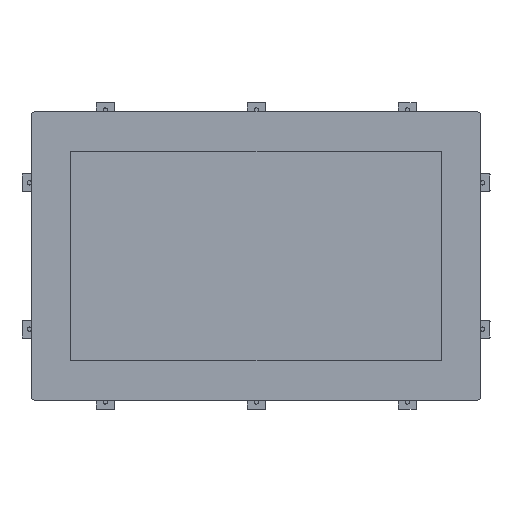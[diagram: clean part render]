
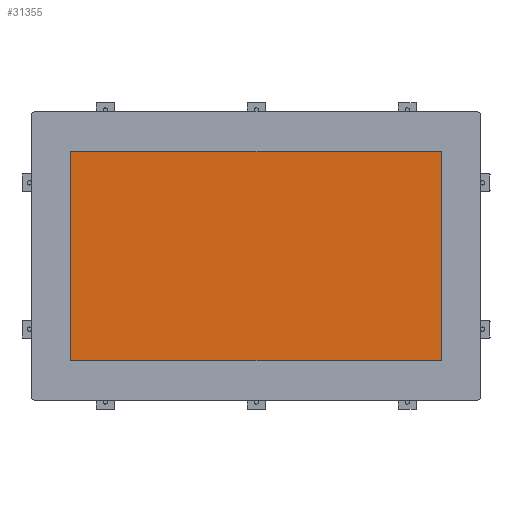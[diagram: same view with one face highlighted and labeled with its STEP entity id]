
A CAD part, top view. The second image highlights one B-rep face of the part: STEP entity #31355.
In plain terms, the highlighted planar face has unit normal (0, 0, 1).
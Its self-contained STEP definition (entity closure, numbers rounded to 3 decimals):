
#31342=AXIS2_PLACEMENT_3D('Plane Axis2P3D',#31339,#31340,#31341) ;
#31266=CARTESIAN_POINT('Vertex',(391.312,240.612,52.3)) ;
#31273=CARTESIAN_POINT('Vertex',(45.412,240.612,52.3)) ;
#31276=CARTESIAN_POINT('Line Origine',(218.362,240.612,52.3)) ;
#31298=CARTESIAN_POINT('Vertex',(391.312,45.412,52.3)) ;
#31301=CARTESIAN_POINT('Line Origine',(391.312,143.012,52.3)) ;
#31323=CARTESIAN_POINT('Vertex',(45.412,45.412,52.3)) ;
#31326=CARTESIAN_POINT('Line Origine',(45.412,143.012,52.3)) ;
#31339=CARTESIAN_POINT('Axis2P3D Location',(218.362,143.012,52.3)) ;
#31344=CARTESIAN_POINT('Line Origine',(218.362,45.412,52.3)) ;
#31277=DIRECTION('Vector Direction',(-1.,0.,0.)) ;
#31302=DIRECTION('Vector Direction',(0.,1.,0.)) ;
#31327=DIRECTION('Vector Direction',(0.,-1.,0.)) ;
#31340=DIRECTION('Axis2P3D Direction',(0.,0.,1.)) ;
#31341=DIRECTION('Axis2P3D XDirection',(1.,0.,0.)) ;
#31345=DIRECTION('Vector Direction',(1.,0.,0.)) ;
#31278=VECTOR('Line Direction',#31277,1.) ;
#31303=VECTOR('Line Direction',#31302,1.) ;
#31328=VECTOR('Line Direction',#31327,1.) ;
#31346=VECTOR('Line Direction',#31345,1.) ;
#31350=ORIENTED_EDGE('',*,*,#31280,.T.) ;
#31351=ORIENTED_EDGE('',*,*,#31330,.T.) ;
#31352=ORIENTED_EDGE('',*,*,#31348,.T.) ;
#31353=ORIENTED_EDGE('',*,*,#31305,.T.) ;
#31355=ADVANCED_FACE('UV66',(#31354),#31343,.T.) ;
#31280=EDGE_CURVE('',#31267,#31274,#31279,.T.) ;
#31305=EDGE_CURVE('',#31299,#31267,#31304,.T.) ;
#31330=EDGE_CURVE('',#31274,#31324,#31329,.T.) ;
#31348=EDGE_CURVE('',#31324,#31299,#31347,.T.) ;
#31349=EDGE_LOOP('',(#31350,#31351,#31352,#31353)) ;
#31354=FACE_OUTER_BOUND('',#31349,.T.) ;
#31279=LINE('Line',#31276,#31278) ;
#31304=LINE('Line',#31301,#31303) ;
#31329=LINE('Line',#31326,#31328) ;
#31347=LINE('Line',#31344,#31346) ;
#31343=PLANE('',#31342) ;
#31267=VERTEX_POINT('',#31266) ;
#31274=VERTEX_POINT('',#31273) ;
#31299=VERTEX_POINT('',#31298) ;
#31324=VERTEX_POINT('',#31323) ;
